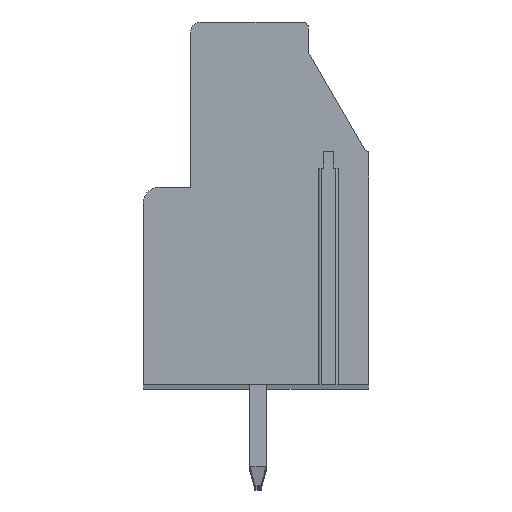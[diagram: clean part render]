
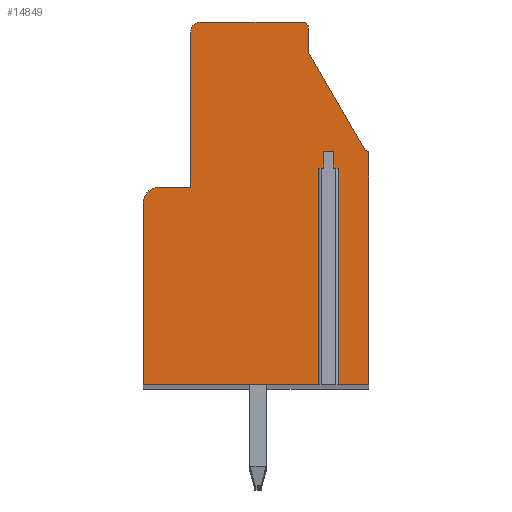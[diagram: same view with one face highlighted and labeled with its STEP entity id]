
A CAD part, top view. The second image highlights one B-rep face of the part: STEP entity #14849.
In plain terms, the highlighted planar face has unit normal (0, 0, 1).
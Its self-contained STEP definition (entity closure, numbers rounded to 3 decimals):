
#4675=DIRECTION('',(-1.,0.,0.));
#4676=VECTOR('',#4675,0.5);
#4677=CARTESIAN_POINT('',(3.85,2.55,3.81));
#4678=LINE('',#4677,#4676);
#4679=DIRECTION('',(0.,1.,0.));
#4680=VECTOR('',#4679,0.8);
#4681=CARTESIAN_POINT('',(3.35,1.75,3.81));
#4682=LINE('',#4681,#4680);
#4683=DIRECTION('',(0.,1.,0.));
#4684=VECTOR('',#4683,10.75);
#4685=CARTESIAN_POINT('',(3.35,-9.,3.81));
#4686=LINE('',#4685,#4684);
#4687=DIRECTION('',(1.,0.,0.));
#4688=VECTOR('',#4687,8.95);
#4689=CARTESIAN_POINT('',(-5.6,-9.,3.81));
#4690=LINE('',#4689,#4688);
#4691=DIRECTION('',(0.,-1.,0.));
#4692=VECTOR('',#4691,9.);
#4693=CARTESIAN_POINT('',(-5.6,0.,3.81));
#4694=LINE('',#4693,#4692);
#4695=CARTESIAN_POINT('',(-4.8,0.,3.81));
#4696=DIRECTION('',(0.,0.,1.));
#4697=DIRECTION('',(0.,1.,0.));
#4698=AXIS2_PLACEMENT_3D('',#4695,#4696,#4697);
#4700=DIRECTION('',(-1.,0.,0.));
#4701=VECTOR('',#4700,1.55);
#4702=CARTESIAN_POINT('',(-3.25,0.8,3.81));
#4703=LINE('',#4702,#4701);
#4704=DIRECTION('',(0.,-1.,0.));
#4705=VECTOR('',#4704,7.7);
#4706=CARTESIAN_POINT('',(-3.25,8.5,3.81));
#4707=LINE('',#4706,#4705);
#4708=CARTESIAN_POINT('',(-2.75,8.5,3.81));
#4709=DIRECTION('',(0.,0.,1.));
#4710=DIRECTION('',(0.,1.,0.));
#4711=AXIS2_PLACEMENT_3D('',#4708,#4709,#4710);
#4713=DIRECTION('',(-1.,0.,0.));
#4714=VECTOR('',#4713,5.05);
#4715=CARTESIAN_POINT('',(2.3,9.,3.81));
#4716=LINE('',#4715,#4714);
#4717=CARTESIAN_POINT('',(2.3,8.7,3.81));
#4718=DIRECTION('',(0.,0.,1.));
#4719=DIRECTION('',(1.,0.,0.));
#4720=AXIS2_PLACEMENT_3D('',#4717,#4718,#4719);
#4722=DIRECTION('',(0.,1.,0.));
#4723=VECTOR('',#4722,1.2);
#4724=CARTESIAN_POINT('',(2.6,7.5,3.81));
#4725=LINE('',#4724,#4723);
#4726=DIRECTION('',(-0.5,0.866,0.));
#4727=VECTOR('',#4726,5.6);
#4728=CARTESIAN_POINT('',(5.4,2.65,3.81));
#4729=LINE('',#4728,#4727);
#4730=CARTESIAN_POINT('',(5.4,2.45,3.81));
#4731=DIRECTION('',(0.,0.,1.));
#4732=DIRECTION('',(1.,0.,0.));
#4733=AXIS2_PLACEMENT_3D('',#4730,#4731,#4732);
#4735=DIRECTION('',(0.,1.,0.));
#4736=VECTOR('',#4735,11.45);
#4737=CARTESIAN_POINT('',(5.6,-9.,3.81));
#4738=LINE('',#4737,#4736);
#4739=DIRECTION('',(1.,0.,0.));
#4740=VECTOR('',#4739,1.75);
#4741=CARTESIAN_POINT('',(3.85,-9.,3.81));
#4742=LINE('',#4741,#4740);
#4743=DIRECTION('',(0.,1.,0.));
#4744=VECTOR('',#4743,10.75);
#4745=CARTESIAN_POINT('',(3.85,-9.,3.81));
#4746=LINE('',#4745,#4744);
#4747=DIRECTION('',(0.,1.,0.));
#4748=VECTOR('',#4747,0.8);
#4749=CARTESIAN_POINT('',(3.85,1.75,3.81));
#4750=LINE('',#4749,#4748);
#7061=CARTESIAN_POINT('',(5.6,-9.,3.81));
#7062=CARTESIAN_POINT('',(5.6,2.45,3.81));
#7063=VERTEX_POINT('',#7061);
#7064=VERTEX_POINT('',#7062);
#7065=CARTESIAN_POINT('',(5.4,2.65,3.81));
#7066=VERTEX_POINT('',#7065);
#7067=CARTESIAN_POINT('',(2.6,7.5,3.81));
#7068=VERTEX_POINT('',#7067);
#7070=CARTESIAN_POINT('',(-5.6,-9.,3.81));
#7072=VERTEX_POINT('',#7070);
#7089=CARTESIAN_POINT('',(3.35,-9.,3.81));
#7090=VERTEX_POINT('',#7089);
#7091=CARTESIAN_POINT('',(3.85,-9.,3.81));
#7092=VERTEX_POINT('',#7091);
#7262=CARTESIAN_POINT('',(-3.25,0.8,3.81));
#7264=VERTEX_POINT('',#7262);
#7269=CARTESIAN_POINT('',(-4.8,0.8,3.81));
#7270=VERTEX_POINT('',#7269);
#7271=CARTESIAN_POINT('',(-5.6,0.,3.81));
#7272=VERTEX_POINT('',#7271);
#7277=CARTESIAN_POINT('',(-2.75,9.,3.81));
#7278=VERTEX_POINT('',#7277);
#7279=CARTESIAN_POINT('',(-3.25,8.5,3.81));
#7280=VERTEX_POINT('',#7279);
#7285=CARTESIAN_POINT('',(2.6,8.7,3.81));
#7286=VERTEX_POINT('',#7285);
#7287=CARTESIAN_POINT('',(2.3,9.,3.81));
#7288=VERTEX_POINT('',#7287);
#7293=CARTESIAN_POINT('',(3.85,2.55,3.81));
#7294=CARTESIAN_POINT('',(3.35,2.55,3.81));
#7295=VERTEX_POINT('',#7293);
#7296=VERTEX_POINT('',#7294);
#7297=CARTESIAN_POINT('',(3.35,1.75,3.81));
#7298=VERTEX_POINT('',#7297);
#7299=CARTESIAN_POINT('',(3.85,1.75,3.81));
#7300=VERTEX_POINT('',#7299);
#14819=CARTESIAN_POINT('',(0.,0.,3.81));
#14820=DIRECTION('',(0.,0.,1.));
#14821=DIRECTION('',(1.,0.,0.));
#14822=AXIS2_PLACEMENT_3D('',#14819,#14820,#14821);
#14823=PLANE('',#14822);
#14825=ORIENTED_EDGE('',*,*,#14824,.T.);
#14827=ORIENTED_EDGE('',*,*,#14826,.F.);
#14829=ORIENTED_EDGE('',*,*,#14828,.F.);
#14830=ORIENTED_EDGE('',*,*,#14516,.F.);
#14831=ORIENTED_EDGE('',*,*,#14812,.F.);
#14832=ORIENTED_EDGE('',*,*,#8937,.F.);
#14833=ORIENTED_EDGE('',*,*,#8953,.F.);
#14834=ORIENTED_EDGE('',*,*,#8965,.F.);
#14835=ORIENTED_EDGE('',*,*,#8980,.F.);
#14836=ORIENTED_EDGE('',*,*,#8995,.F.);
#14837=ORIENTED_EDGE('',*,*,#14264,.F.);
#14838=ORIENTED_EDGE('',*,*,#14279,.F.);
#14839=ORIENTED_EDGE('',*,*,#14292,.F.);
#14840=ORIENTED_EDGE('',*,*,#14306,.F.);
#14841=ORIENTED_EDGE('',*,*,#14320,.F.);
#14842=ORIENTED_EDGE('',*,*,#14528,.F.);
#14844=ORIENTED_EDGE('',*,*,#14843,.T.);
#14846=ORIENTED_EDGE('',*,*,#14845,.T.);
#14847=EDGE_LOOP('',(#14825,#14827,#14829,#14830,#14831,#14832,#14833,#14834,
#14835,#14836,#14837,#14838,#14839,#14840,#14841,#14842,#14844,#14846));
#14848=FACE_OUTER_BOUND('',#14847,.F.);
#4699=CIRCLE('',#4698,0.8);
#4712=CIRCLE('',#4711,0.5);
#4721=CIRCLE('',#4720,0.3);
#4734=CIRCLE('',#4733,0.2);
#8937=EDGE_CURVE('',#7270,#7272,#4699,.T.);
#8953=EDGE_CURVE('',#7264,#7270,#4703,.T.);
#8965=EDGE_CURVE('',#7280,#7264,#4707,.T.);
#8980=EDGE_CURVE('',#7278,#7280,#4712,.T.);
#8995=EDGE_CURVE('',#7288,#7278,#4716,.T.);
#14264=EDGE_CURVE('',#7286,#7288,#4721,.T.);
#14279=EDGE_CURVE('',#7068,#7286,#4725,.T.);
#14292=EDGE_CURVE('',#7066,#7068,#4729,.T.);
#14306=EDGE_CURVE('',#7064,#7066,#4734,.T.);
#14320=EDGE_CURVE('',#7063,#7064,#4738,.T.);
#14516=EDGE_CURVE('',#7072,#7090,#4690,.T.);
#14528=EDGE_CURVE('',#7092,#7063,#4742,.T.);
#14812=EDGE_CURVE('',#7272,#7072,#4694,.T.);
#14824=EDGE_CURVE('',#7295,#7296,#4678,.T.);
#14826=EDGE_CURVE('',#7298,#7296,#4682,.T.);
#14828=EDGE_CURVE('',#7090,#7298,#4686,.T.);
#14843=EDGE_CURVE('',#7092,#7300,#4746,.T.);
#14845=EDGE_CURVE('',#7300,#7295,#4750,.T.);
#14849=ADVANCED_FACE('',(#14848),#14823,.T.);
